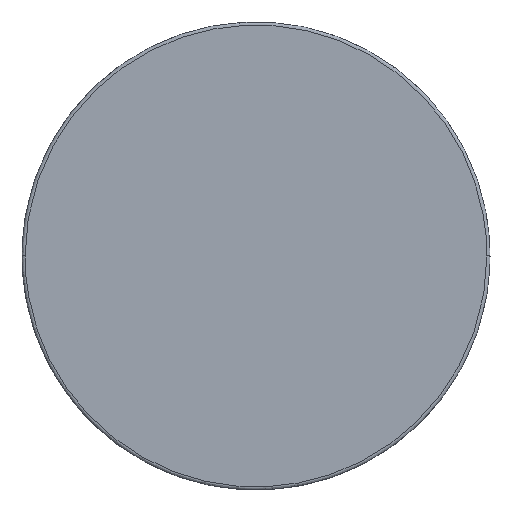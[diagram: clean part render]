
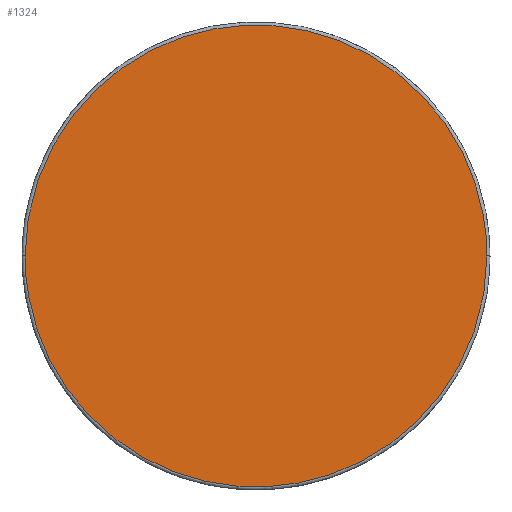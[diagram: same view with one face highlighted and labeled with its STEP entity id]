
A CAD part, top view. The second image highlights one B-rep face of the part: STEP entity #1324.
In plain terms, the highlighted planar face has unit normal (0, 0, 1).
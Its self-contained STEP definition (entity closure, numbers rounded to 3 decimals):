
#1324=ADVANCED_FACE('',(#1853),#12777,.T.);
#1853=FACE_OUTER_BOUND('',#2392,.T.);
#2392=EDGE_LOOP('',(#5130,#5131));
#5130=ORIENTED_EDGE('',*,*,#7601,.F.);
#5131=ORIENTED_EDGE('',*,*,#7485,.F.);
#7485=EDGE_CURVE('',#12215,#12238,#9913,.T.);
#7601=EDGE_CURVE('',#12238,#12215,#10023,.T.);
#9913=(
BOUNDED_CURVE()
B_SPLINE_CURVE(2,(#38827,#38828,#38829,#38830,#38831),.UNSPECIFIED.,.F.,
 .F.)
B_SPLINE_CURVE_WITH_KNOTS((3,2,3),(-464.845,-348.634,
-232.423),.UNSPECIFIED.)
CURVE()
GEOMETRIC_REPRESENTATION_ITEM()
RATIONAL_B_SPLINE_CURVE((1.,0.707,1.,0.707,1.))
REPRESENTATION_ITEM('')
);
#10023=(
BOUNDED_CURVE()
B_SPLINE_CURVE(2,(#39312,#39313,#39314,#39315,#39316),.UNSPECIFIED.,.F.,
 .F.)
B_SPLINE_CURVE_WITH_KNOTS((3,2,3),(-232.423,-116.211,
0.),.UNSPECIFIED.)
CURVE()
GEOMETRIC_REPRESENTATION_ITEM()
RATIONAL_B_SPLINE_CURVE((1.,0.707,1.,0.707,1.))
REPRESENTATION_ITEM('')
);
#12215=VERTEX_POINT('',#38279);
#12238=VERTEX_POINT('',#38302);
#12777=PLANE('',#12945);
#12945=AXIS2_PLACEMENT_3D('',#37912,#13029,$);
#13029=DIRECTION('',(0.,0.,1.));
#37912=CARTESIAN_POINT('',(-75.462,82.798,-2.25));
#38279=CARTESIAN_POINT('',(73.982,7.336,-2.25));
#38302=CARTESIAN_POINT('',(-73.982,7.336,-2.25));
#38827=CARTESIAN_POINT('',(73.982,7.336,-2.25));
#38828=CARTESIAN_POINT('',(73.982,-66.647,-2.25));
#38829=CARTESIAN_POINT('',(0.,-66.647,-2.25));
#38830=CARTESIAN_POINT('',(-73.982,-66.647,-2.25));
#38831=CARTESIAN_POINT('',(-73.982,7.336,-2.25));
#39312=CARTESIAN_POINT('',(-73.982,7.336,-2.25));
#39313=CARTESIAN_POINT('',(-73.982,81.318,-2.25));
#39314=CARTESIAN_POINT('',(0.,81.318,-2.25));
#39315=CARTESIAN_POINT('',(73.982,81.318,-2.25));
#39316=CARTESIAN_POINT('',(73.982,7.336,-2.25));
